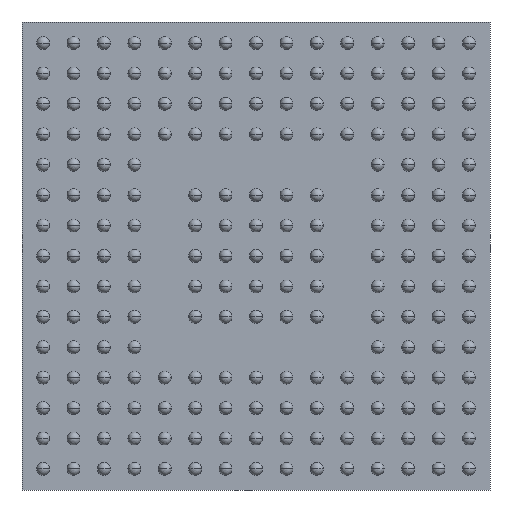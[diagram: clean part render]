
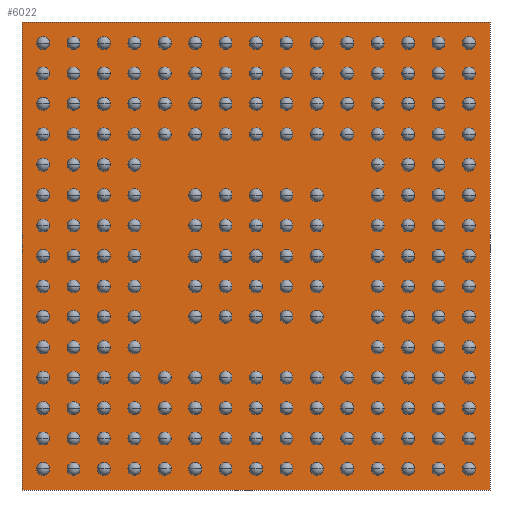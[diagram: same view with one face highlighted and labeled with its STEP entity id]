
A CAD part, front view. The second image highlights one B-rep face of the part: STEP entity #6022.
In plain terms, the highlighted planar face has unit normal (0, -1, 0).
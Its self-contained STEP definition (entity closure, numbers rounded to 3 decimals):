
#185 = ORIENTED_EDGE ( 'NONE', *, *, #11490, .T. ) ;
#281 = DIRECTION ( 'NONE',  ( 0., 0., 1. ) ) ;
#378 = DIRECTION ( 'NONE',  ( -1., 0., 0. ) ) ;
#720 = VERTEX_POINT ( 'NONE', #1932 ) ;
#1450 = ORIENTED_EDGE ( 'NONE', *, *, #12488, .T. ) ;
#1716 = VECTOR ( 'NONE', #281, 1000. ) ;
#1798 = CARTESIAN_POINT ( 'NONE',  ( 0., 0.11, 0. ) ) ;
#1932 = CARTESIAN_POINT ( 'NONE',  ( 5., 0.11, 5. ) ) ;
#2093 = LINE ( 'NONE', #6519, #1716 ) ;
#2394 = LINE ( 'NONE', #9849, #10790 ) ;
#2619 = ORIENTED_EDGE ( 'NONE', *, *, #12998, .T. ) ;
#2852 = FACE_OUTER_BOUND ( 'NONE', #9745, .T. ) ;
#4299 = VECTOR ( 'NONE', #378, 1000. ) ;
#5388 = VERTEX_POINT ( 'NONE', #11859 ) ;
#6022 = ADVANCED_FACE ( 'NONE', ( #2852 ), #11073, .F. ) ;
#6519 = CARTESIAN_POINT ( 'NONE',  ( 5., 0.11, 5. ) ) ;
#7147 = DIRECTION ( 'NONE',  ( 1., 0., 0. ) ) ;
#7184 = LINE ( 'NONE', #11587, #4299 ) ;
#7886 = LINE ( 'NONE', #11222, #11816 ) ;
#8364 = VERTEX_POINT ( 'NONE', #12312 ) ;
#8761 = DIRECTION ( 'NONE',  ( 0., 0., -1. ) ) ;
#9635 = AXIS2_PLACEMENT_3D ( 'NONE', #1798, #10624, #7147 ) ;
#9745 = EDGE_LOOP ( 'NONE', ( #12422, #185, #2619, #1450 ) ) ;
#9849 = CARTESIAN_POINT ( 'NONE',  ( 5., 0.11, -5. ) ) ;
#9936 = EDGE_CURVE ( 'NONE', #5388, #8364, #7886, .T. ) ;
#10010 = DIRECTION ( 'NONE',  ( 1., 0., 0. ) ) ;
#10624 = DIRECTION ( 'NONE',  ( 0., 1., 0. ) ) ;
#10790 = VECTOR ( 'NONE', #10010, 1000. ) ;
#11073 = PLANE ( 'NONE',  #9635 ) ;
#11222 = CARTESIAN_POINT ( 'NONE',  ( -5., 0.11, 5. ) ) ;
#11490 = EDGE_CURVE ( 'NONE', #8364, #11938, #2394, .T. ) ;
#11587 = CARTESIAN_POINT ( 'NONE',  ( 5., 0.11, 5. ) ) ;
#11816 = VECTOR ( 'NONE', #8761, 1000. ) ;
#11859 = CARTESIAN_POINT ( 'NONE',  ( -5., 0.11, 5. ) ) ;
#11938 = VERTEX_POINT ( 'NONE', #12394 ) ;
#12312 = CARTESIAN_POINT ( 'NONE',  ( -5., 0.11, -5. ) ) ;
#12394 = CARTESIAN_POINT ( 'NONE',  ( 5., 0.11, -5. ) ) ;
#12422 = ORIENTED_EDGE ( 'NONE', *, *, #9936, .T. ) ;
#12488 = EDGE_CURVE ( 'NONE', #720, #5388, #7184, .T. ) ;
#12998 = EDGE_CURVE ( 'NONE', #11938, #720, #2093, .T. ) ;
